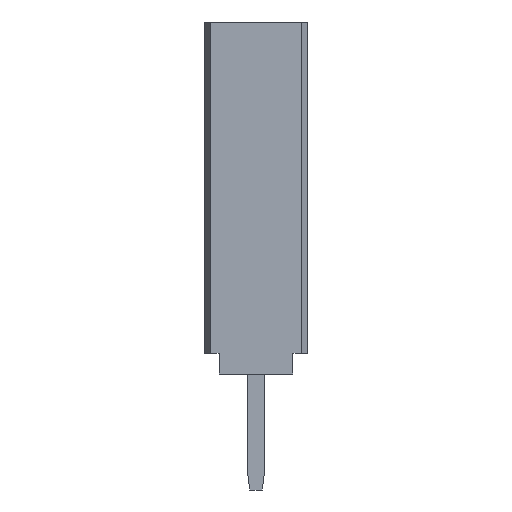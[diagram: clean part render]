
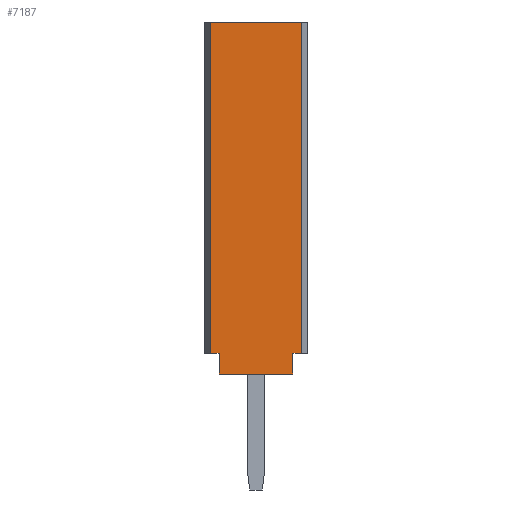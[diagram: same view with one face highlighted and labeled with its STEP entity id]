
A CAD part, left-side view. The second image highlights one B-rep face of the part: STEP entity #7187.
In plain terms, the highlighted planar face has unit normal (-1, 0, 0).
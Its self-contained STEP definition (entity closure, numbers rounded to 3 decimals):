
#497=CARTESIAN_POINT('',(0.,1.1,-3.75));
#498=VERTEX_POINT('',#497);
#508=CARTESIAN_POINT('',(0.,1.1,4.25));
#509=VERTEX_POINT('',#508);
#510=CARTESIAN_POINT('',(0.,1.1,4.25));
#511=CARTESIAN_POINT('',(0.,1.1,2.65));
#512=CARTESIAN_POINT('',(0.,1.1,1.05));
#513=CARTESIAN_POINT('',(0.,1.1,-0.55));
#514=CARTESIAN_POINT('',(0.,1.1,-2.15));
#515=CARTESIAN_POINT('',(0.,1.1,-3.75));
#516=B_SPLINE_CURVE_WITH_KNOTS('',5,(#510,#511,#512,#513,#514,#515),.UNSPECIFIED.,.F.,.U.,(6,6),(0.,8.),.UNSPECIFIED.);
#517=EDGE_CURVE('',#509,#498,#516,.T.);
#1644=CARTESIAN_POINT('',(0.,-1.1,-3.75));
#1645=VERTEX_POINT('',#1644);
#1646=CARTESIAN_POINT('',(0.,-1.1,4.25));
#1647=VERTEX_POINT('',#1646);
#1648=CARTESIAN_POINT('',(0.,-1.1,-3.75));
#1649=CARTESIAN_POINT('',(0.,-1.1,-2.15));
#1650=CARTESIAN_POINT('',(0.,-1.1,-0.55));
#1651=CARTESIAN_POINT('',(0.,-1.1,1.05));
#1652=CARTESIAN_POINT('',(0.,-1.1,2.65));
#1653=CARTESIAN_POINT('',(0.,-1.1,4.25));
#1654=B_SPLINE_CURVE_WITH_KNOTS('',5,(#1648,#1649,#1650,#1651,#1652,#1653),.UNSPECIFIED.,.F.,.U.,(6,6),(0.,8.),.UNSPECIFIED.);
#1655=EDGE_CURVE('',#1645,#1647,#1654,.T.);
#6762=CARTESIAN_POINT('',(0.,0.89,-3.75));
#6763=VERTEX_POINT('',#6762);
#6773=CARTESIAN_POINT('',(0.,1.1,-3.75));
#6774=DIRECTION('',(0.,-1.,0.));
#6775=VECTOR('',#6774,0.21);
#6776=LINE('',#6773,#6775);
#6777=EDGE_CURVE('',#498,#6763,#6776,.T.);
#6848=CARTESIAN_POINT('',(0.,-1.1,4.25));
#6849=DIRECTION('',(0.,1.,0.));
#6850=VECTOR('',#6849,2.2);
#6851=LINE('',#6848,#6850);
#6852=EDGE_CURVE('',#1647,#509,#6851,.T.);
#7133=CARTESIAN_POINT('',(0.,-0.89,-3.75));
#7134=VERTEX_POINT('',#7133);
#7135=CARTESIAN_POINT('',(0.,-0.89,-3.75));
#7136=DIRECTION('',(0.,-1.,0.));
#7137=VECTOR('',#7136,0.21);
#7138=LINE('',#7135,#7137);
#7139=EDGE_CURVE('',#7134,#1645,#7138,.T.);
#7153=CARTESIAN_POINT('',(0.,0.,0.));
#7154=DIRECTION('',(0.,0.,1.));
#7155=DIRECTION('',(1.,0.,0.));
#7156=AXIS2_PLACEMENT_3D('',#7153,#7155,#7154);
#7157=PLANE('',#7156);
#7158=ORIENTED_EDGE('',*,*,#6777,.F.);
#7159=ORIENTED_EDGE('',*,*,#517,.F.);
#7160=ORIENTED_EDGE('',*,*,#6852,.F.);
#7161=ORIENTED_EDGE('',*,*,#1655,.F.);
#7162=ORIENTED_EDGE('',*,*,#7139,.F.);
#7163=CARTESIAN_POINT('',(0.,-0.89,-4.25));
#7164=VERTEX_POINT('',#7163);
#7165=CARTESIAN_POINT('',(0.,-0.89,-4.25));
#7166=DIRECTION('',(0.,0.,1.));
#7167=VECTOR('',#7166,0.5);
#7168=LINE('',#7165,#7167);
#7169=EDGE_CURVE('',#7164,#7134,#7168,.T.);
#7170=ORIENTED_EDGE('',*,*,#7169,.F.);
#7171=CARTESIAN_POINT('',(0.,0.89,-4.25));
#7172=VERTEX_POINT('',#7171);
#7173=CARTESIAN_POINT('',(0.,0.89,-4.25));
#7174=DIRECTION('',(0.,-1.,0.));
#7175=VECTOR('',#7174,1.78);
#7176=LINE('',#7173,#7175);
#7177=EDGE_CURVE('',#7172,#7164,#7176,.T.);
#7178=ORIENTED_EDGE('',*,*,#7177,.F.);
#7179=CARTESIAN_POINT('',(0.,0.89,-3.75));
#7180=DIRECTION('',(0.,0.,-1.));
#7181=VECTOR('',#7180,0.5);
#7182=LINE('',#7179,#7181);
#7183=EDGE_CURVE('',#6763,#7172,#7182,.T.);
#7184=ORIENTED_EDGE('',*,*,#7183,.F.);
#7185=EDGE_LOOP('',(#7158,#7159,#7160,#7161,#7162,#7170,#7178,#7184));
#7186=FACE_OUTER_BOUND('',#7185,.F.);
#7187=ADVANCED_FACE('',(#7186),#7157,.F.);
